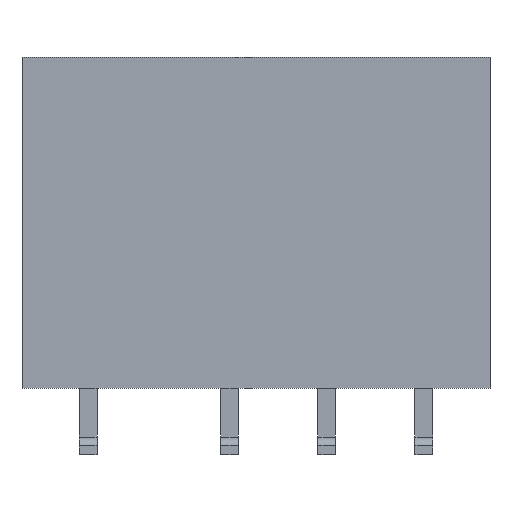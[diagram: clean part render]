
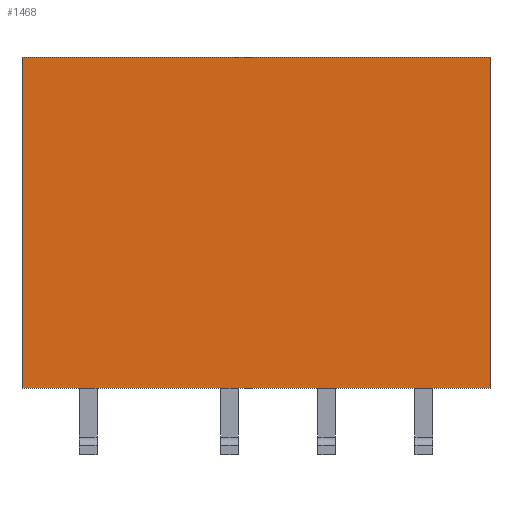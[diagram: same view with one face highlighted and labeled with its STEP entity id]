
A CAD part, front view. The second image highlights one B-rep face of the part: STEP entity #1468.
In plain terms, the highlighted planar face has unit normal (0, -1, 0).
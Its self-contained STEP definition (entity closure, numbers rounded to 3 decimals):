
#118=FACE_OUTER_BOUND('',#196,.T.);
#196=EDGE_LOOP('',(#1281,#1282,#1283,#1284));
#402=LINE('',#2389,#574);
#405=LINE('',#2395,#577);
#406=LINE('',#2397,#578);
#407=LINE('',#2398,#579);
#574=VECTOR('',#1970,10.);
#577=VECTOR('',#1975,10.);
#578=VECTOR('',#1976,10.);
#579=VECTOR('',#1977,10.);
#714=VERTEX_POINT('',#2386);
#715=VERTEX_POINT('',#2388);
#717=VERTEX_POINT('',#2394);
#718=VERTEX_POINT('',#2396);
#914=EDGE_CURVE('',#714,#715,#402,.T.);
#917=EDGE_CURVE('',#717,#714,#405,.T.);
#918=EDGE_CURVE('',#718,#717,#406,.T.);
#919=EDGE_CURVE('',#715,#718,#407,.T.);
#1281=ORIENTED_EDGE('',*,*,#917,.F.);
#1282=ORIENTED_EDGE('',*,*,#918,.F.);
#1283=ORIENTED_EDGE('',*,*,#919,.F.);
#1284=ORIENTED_EDGE('',*,*,#914,.F.);
#1390=PLANE('',#1592);
#1468=ADVANCED_FACE('',(#118),#1390,.T.);
#1592=AXIS2_PLACEMENT_3D('',#2393,#1973,#1974);
#1970=DIRECTION('',(0.,0.,1.));
#1973=DIRECTION('center_axis',(0.,-1.,0.));
#1974=DIRECTION('ref_axis',(0.,0.,-1.));
#1975=DIRECTION('',(-1.,0.,0.));
#1976=DIRECTION('',(0.,0.,-1.));
#1977=DIRECTION('',(1.,0.,0.));
#2386=CARTESIAN_POINT('',(-5.3,-2.85,1.5));
#2388=CARTESIAN_POINT('',(-5.3,-2.85,9.));
#2389=CARTESIAN_POINT('',(-5.3,-2.85,1.5));
#2393=CARTESIAN_POINT('Origin',(0.,-2.85,9.));
#2394=CARTESIAN_POINT('',(5.3,-2.85,1.5));
#2395=CARTESIAN_POINT('',(0.,-2.85,1.5));
#2396=CARTESIAN_POINT('',(5.3,-2.85,9.));
#2397=CARTESIAN_POINT('',(5.3,-2.85,1.5));
#2398=CARTESIAN_POINT('',(0.,-2.85,9.));
